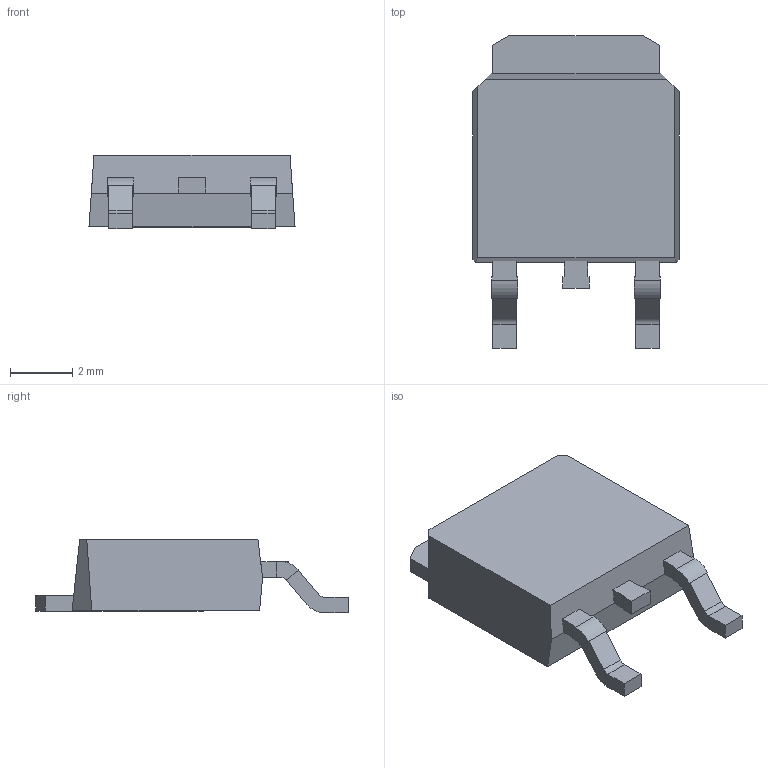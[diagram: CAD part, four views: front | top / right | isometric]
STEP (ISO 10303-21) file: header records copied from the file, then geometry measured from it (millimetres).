
FILE_DESCRIPTION (( 'STEP AP214' ), '1' );
FILE_NAME ('FB.STEP', '2022-11-21T10:07:11', ( 'Windows ユーザー' ), ( '' ), 'SwSTEP 2.0', 'SolidWorks 2017', '' );
FILE_SCHEMA (( 'AUTOMOTIVE_DESIGN' ));
Length unit declared in the file: millimetre
Products named in the file (1): FB
Bounding box: 6.6 x 10 x 2.36 mm (x, y, z)
Volume: 93.4 mm3; surface area: 208 mm2
Topology: 5 solids, 5 shells, 93 faces, 249 edges, 166 vertices
Faces by surface type: plane 77, cylinder 16
Entity records: 2949 total; most frequent: CARTESIAN_POINT 509, ORIENTED_EDGE 498, DIRECTION 469, EDGE_CURVE 249, VECTOR 217, LINE 217, VERTEX_POINT 166, AXIS2_PLACEMENT_3D 126
